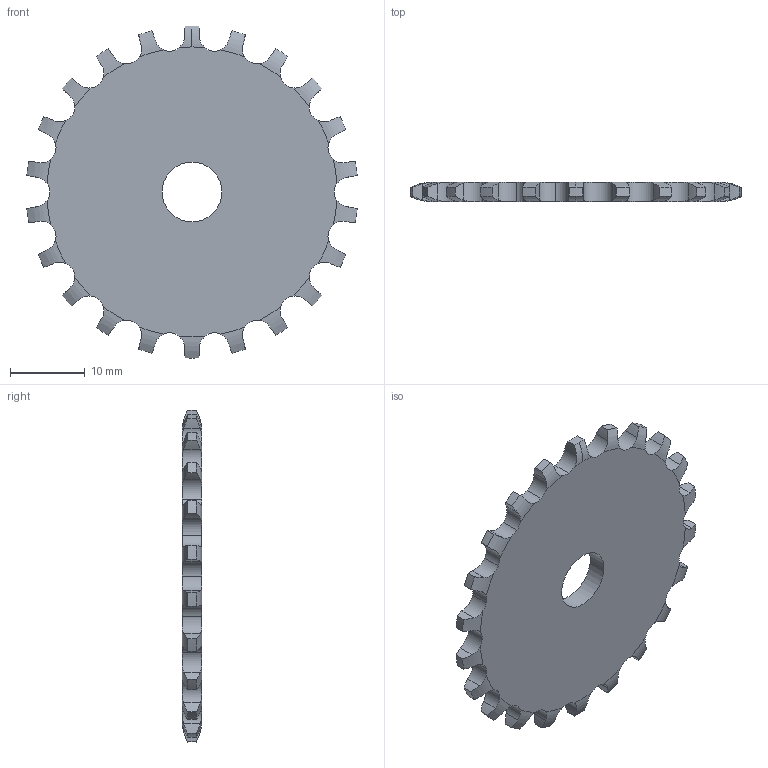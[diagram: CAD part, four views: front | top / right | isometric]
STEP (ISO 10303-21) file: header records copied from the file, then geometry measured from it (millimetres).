
FILE_DESCRIPTION(('FreeCAD Model'),'2;1');
FILE_NAME('Open CASCADE Shape Model','2022-01-09T08:26:46',('FreeCAD'),( 'FreeCAD'),'Open CASCADE STEP processor 7.4','FreeCAD','Unknown');
FILE_SCHEMA(('AUTOMOTIVE_DESIGN { 1 0 10303 214 1 1 1 1 }'));
Length unit declared in the file: millimetre
Products named in the file (1): Open CASCADE STEP translator 7.4 15
Bounding box: 44.27 x 2.6 x 44.5 mm (x, y, z)
Volume: 3221.4 mm3; surface area: 3070.3 mm2
Topology: 1 solids, 1 shells, 159 faces, 515 edges, 358 vertices
Faces by surface type: cylinder 111, revolution 46, plane 2
Full cylindrical faces by diameter (mm): 8 x1
Entity records: 18803 total; most frequent: CARTESIAN_POINT 9519, DIRECTION 1520, ORIENTED_EDGE 1030, PCURVE 1030, DEFINITIONAL_REPRESENTATION 1030, LINE 609, VECTOR 609, B_SPLINE_CURVE_WITH_KNOTS 528
